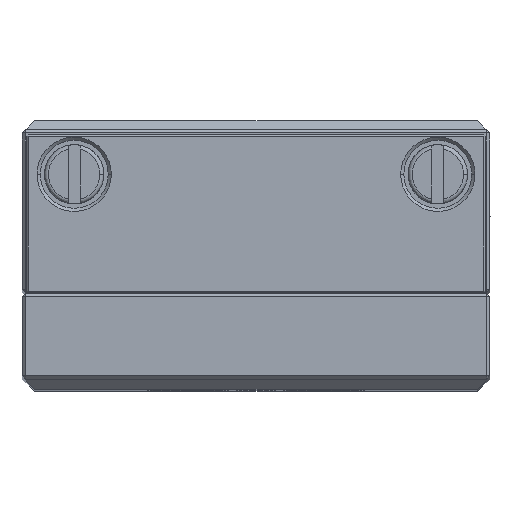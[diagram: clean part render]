
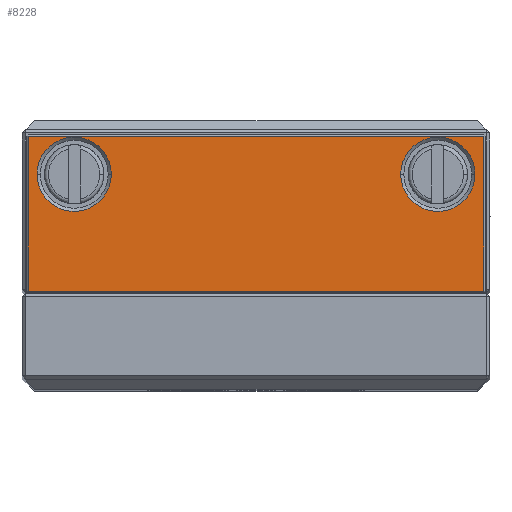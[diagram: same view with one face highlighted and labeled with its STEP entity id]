
A CAD part, top view. The second image highlights one B-rep face of the part: STEP entity #8228.
In plain terms, the highlighted planar face has unit normal (0, 0, 1).
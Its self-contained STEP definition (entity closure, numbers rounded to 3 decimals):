
#607 = ORIENTED_EDGE ( 'NONE', *, *, #3322, .T. ) ;
#670 = ORIENTED_EDGE ( 'NONE', *, *, #3325, .T. ) ;
#674 = ORIENTED_EDGE ( 'NONE', *, *, #8201, .T. ) ;
#707 = ORIENTED_EDGE ( 'NONE', *, *, #3333, .T. ) ;
#708 = ORIENTED_EDGE ( 'NONE', *, *, #3326, .T. ) ;
#711 = ORIENTED_EDGE ( 'NONE', *, *, #3328, .T. ) ;
#1021 = ORIENTED_EDGE ( 'NONE', *, *, #8197, .T. ) ;
#1023 = ORIENTED_EDGE ( 'NONE', *, *, #3331, .T. ) ;
#3322 = EDGE_CURVE ( 'NONE', #28279, #4377, #22237, .T. ) ;
#3325 = EDGE_CURVE ( 'NONE', #28302, #4370, #22239, .T. ) ;
#3326 = EDGE_CURVE ( 'NONE', #28263, #4467, #6875, .T. ) ;
#3328 = EDGE_CURVE ( 'NONE', #4467, #4414, #6874, .T. ) ;
#3331 = EDGE_CURVE ( 'NONE', #4414, #28274, #6883, .T. ) ;
#3333 = EDGE_CURVE ( 'NONE', #28274, #28263, #6886, .T. ) ;
#4370 = VERTEX_POINT ( 'NONE', #20895 ) ;
#4377 = VERTEX_POINT ( 'NONE', #20908 ) ;
#4414 = VERTEX_POINT ( 'NONE', #20968 ) ;
#4467 = VERTEX_POINT ( 'NONE', #21071 ) ;
#6863 = CARTESIAN_POINT ( 'NONE',  ( -14.4, 6.08, 51. ) ) ;
#6871 = CARTESIAN_POINT ( 'NONE',  ( -11.5, 13.58, 51. ) ) ;
#6872 = DIRECTION ( 'NONE',  ( 0., 0., -1. ) ) ;
#6873 = DIRECTION ( 'NONE',  ( 1., 0., 0. ) ) ;
#6874 = LINE ( 'NONE', #6881, #22233 ) ;
#6875 = LINE ( 'NONE', #6863, #22235 ) ;
#6876 = CARTESIAN_POINT ( 'NONE',  ( 11.5, 13.58, 51. ) ) ;
#6877 = DIRECTION ( 'NONE',  ( 0., 0., -1. ) ) ;
#6878 = DIRECTION ( 'NONE',  ( 1., 0., 0. ) ) ;
#6880 = DIRECTION ( 'NONE',  ( 0., -1., 0. ) ) ;
#6881 = CARTESIAN_POINT ( 'NONE',  ( 14.5, 6.18, 51. ) ) ;
#6882 = DIRECTION ( 'NONE',  ( 1., 0., 0. ) ) ;
#6883 = LINE ( 'NONE', #6884, #22230 ) ;
#6884 = CARTESIAN_POINT ( 'NONE',  ( 14.4, 16.08, 51. ) ) ;
#6885 = DIRECTION ( 'NONE',  ( 0., 1., 0. ) ) ;
#6886 = LINE ( 'NONE', #6887, #22229 ) ;
#6887 = CARTESIAN_POINT ( 'NONE',  ( -14.5, 15.98, 51. ) ) ;
#6888 = DIRECTION ( 'NONE',  ( -1., 0., 0. ) ) ;
#8197 = EDGE_CURVE ( 'NONE', #4370, #28302, #9473, .T. ) ;
#8201 = EDGE_CURVE ( 'NONE', #4377, #28279, #9487, .T. ) ;
#8228 = ADVANCED_FACE ( 'NONE', ( #12139, #12141, #12143 ), #12144, .T. ) ;
#9473 = CIRCLE ( 'NONE', #9474, 2.35 ) ;
#9474 = AXIS2_PLACEMENT_3D ( 'NONE', #12010, #12011, #12012 ) ;
#9487 = CIRCLE ( 'NONE', #9522, 2.35 ) ;
#9522 = AXIS2_PLACEMENT_3D ( 'NONE', #12023, #12024, #12025 ) ;
#9718 = AXIS2_PLACEMENT_3D ( 'NONE', #12140, #12137, #12145 ) ;
#12010 = CARTESIAN_POINT ( 'NONE',  ( 11.5, 13.58, 51. ) ) ;
#12011 = DIRECTION ( 'NONE',  ( 0., 0., -1. ) ) ;
#12012 = DIRECTION ( 'NONE',  ( 1., 0., 0. ) ) ;
#12023 = CARTESIAN_POINT ( 'NONE',  ( -11.5, 13.58, 51. ) ) ;
#12024 = DIRECTION ( 'NONE',  ( 0., 0., -1. ) ) ;
#12025 = DIRECTION ( 'NONE',  ( 1., 0., 0. ) ) ;
#12137 = DIRECTION ( 'NONE',  ( 0., 0., 1. ) ) ;
#12139 = FACE_OUTER_BOUND ( 'NONE', #23947, .T. ) ;
#12140 = CARTESIAN_POINT ( 'NONE',  ( -14.5, 6.08, 51. ) ) ;
#12141 = FACE_BOUND ( 'NONE', #23919, .T. ) ;
#12143 = FACE_BOUND ( 'NONE', #23944, .T. ) ;
#12144 = PLANE ( 'NONE',  #9718 ) ;
#12145 = DIRECTION ( 'NONE',  ( 1., 0., 0. ) ) ;
#20895 = CARTESIAN_POINT ( 'NONE',  ( 13.85, 13.58, 51. ) ) ;
#20908 = CARTESIAN_POINT ( 'NONE',  ( -9.15, 13.58, 51. ) ) ;
#20968 = CARTESIAN_POINT ( 'NONE',  ( 14.4, 6.18, 51. ) ) ;
#21071 = CARTESIAN_POINT ( 'NONE',  ( -14.4, 6.18, 51. ) ) ;
#22229 = VECTOR ( 'NONE', #6888, 1000. ) ;
#22230 = VECTOR ( 'NONE', #6885, 1000. ) ;
#22232 = AXIS2_PLACEMENT_3D ( 'NONE', #6876, #6877, #6878 ) ;
#22233 = VECTOR ( 'NONE', #6882, 1000. ) ;
#22234 = AXIS2_PLACEMENT_3D ( 'NONE', #6871, #6872, #6873 ) ;
#22235 = VECTOR ( 'NONE', #6880, 1000. ) ;
#22237 = CIRCLE ( 'NONE', #22234, 2.35 ) ;
#22239 = CIRCLE ( 'NONE', #22232, 2.35 ) ;
#23919 = EDGE_LOOP ( 'NONE', ( #1021, #670 ) ) ;
#23944 = EDGE_LOOP ( 'NONE', ( #674, #607 ) ) ;
#23947 = EDGE_LOOP ( 'NONE', ( #708, #711, #1023, #707 ) ) ;
#25282 = CARTESIAN_POINT ( 'NONE',  ( -14.4, 15.98, 51. ) ) ;
#25291 = CARTESIAN_POINT ( 'NONE',  ( 14.4, 15.98, 51. ) ) ;
#25296 = CARTESIAN_POINT ( 'NONE',  ( -13.85, 13.58, 51. ) ) ;
#25319 = CARTESIAN_POINT ( 'NONE',  ( 9.15, 13.58, 51. ) ) ;
#28263 = VERTEX_POINT ( 'NONE', #25282 ) ;
#28274 = VERTEX_POINT ( 'NONE', #25291 ) ;
#28279 = VERTEX_POINT ( 'NONE', #25296 ) ;
#28302 = VERTEX_POINT ( 'NONE', #25319 ) ;
